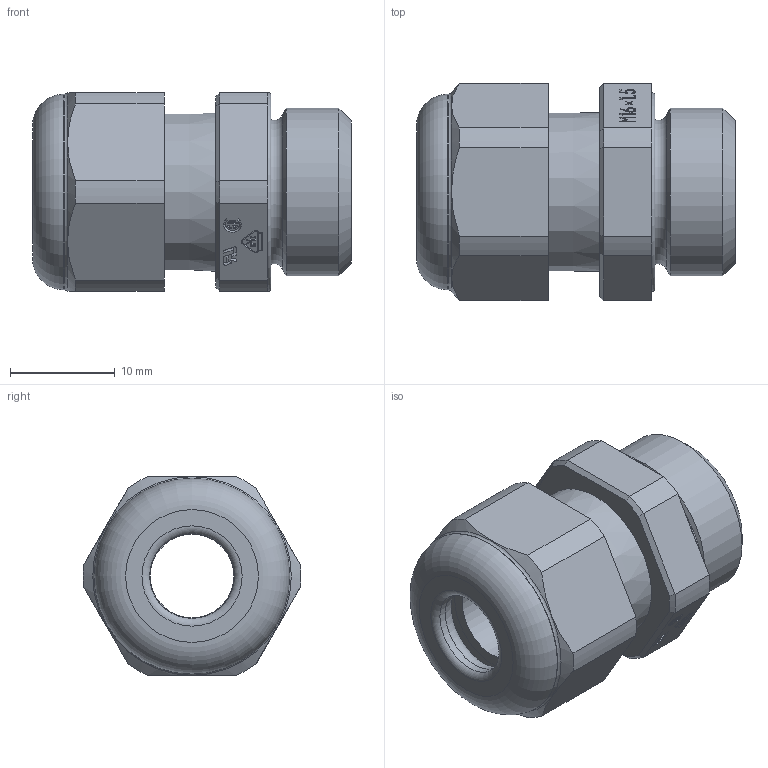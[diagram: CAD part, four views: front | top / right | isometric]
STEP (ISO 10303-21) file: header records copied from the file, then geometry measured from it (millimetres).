
FILE_DESCRIPTION(/* description */ ('HSK-K-PVDF Metr.-Standard Cable Glands'),/* implementation_level */ '2;1');
FILE_NAME(/* name */ '1299160050.stp',/* time_stamp */ '2021-10-13T08:12:25+02:00',/* author */ ('sl'),/* organization */ ('HUMMEL'),/* preprocessor_version */ 'ST-DEVELOPER v16.5',/* originating_system */ 'Autodesk Inventor 2017',/* authorisation */ '');
FILE_SCHEMA (('AUTOMOTIVE_DESIGN { 1 0 10303 214 3 1 1 }'));
Length unit declared in the file: millimetre
Products named in the file (4): HSK-K-PVDF 1.299.1600.50; HSK-K-PVDF 1.299.1600.50-Gland; HSK-K-PVDF 1.299.1600.50-Nut; HSK-K-PVDF 1.299.1600.50-Sealing insert
Assembly tree (3 placements, depth 2):
  HSK-K-PVDF 1.299.1600.50
    HSK-K-PVDF 1.299.1600.50-Gland
    HSK-K-PVDF 1.299.1600.50-Nut
    HSK-K-PVDF 1.299.1600.50-Sealing insert
Bounding box: 30.5 x 20.79 x 19 mm (x, y, z)
Volume: 5902.8 mm3; surface area: 4948.7 mm2
Topology: 3 solids, 3 shells, 487 faces, 1285 edges, 845 vertices
Faces by surface type: plane 310, cylinder 153, cone 16, torus 8
Full cylindrical faces by diameter (mm): 0.617 x1, 8 x1, 8.1 x1, 8.2 x1, 10.1 x2, 11.2 x2, 13.5 x1, 16 x1, 18.7 x1
Entity records: 14975 total; most frequent: CARTESIAN_POINT 2603, DIRECTION 2583, ORIENTED_EDGE 2508, EDGE_CURVE 1254, LINE 901, VECTOR 901, VERTEX_POINT 843, AXIS2_PLACEMENT_3D 841
